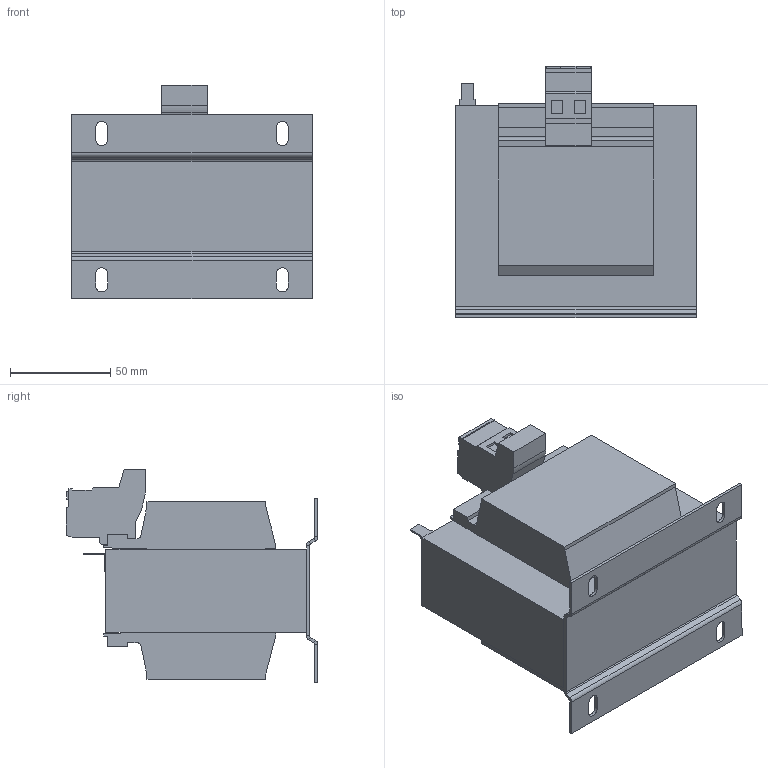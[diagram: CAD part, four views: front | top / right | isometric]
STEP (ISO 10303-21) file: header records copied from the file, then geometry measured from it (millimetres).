
FILE_DESCRIPTION (( 'STEP AP214' ), '1' );
FILE_NAME ('865825.STEP', '2024-04-08T09:03:34', ( '' ), ( '' ), 'SwSTEP 2.0', 'SolidWorks 2022', '' );
FILE_SCHEMA (( 'AUTOMOTIVE_DESIGN' ));
Length unit declared in the file: millimetre
Products named in the file (1): 865825
Bounding box: 120 x 125.25 x 106.6 mm (x, y, z)
Volume: 784037.4 mm3; surface area: 81657.7 mm2
Topology: 1 solids, 1 shells, 166 faces, 426 edges, 272 vertices
Faces by surface type: plane 143, cylinder 23
Entity records: 4978 total; most frequent: CARTESIAN_POINT 865, ORIENTED_EDGE 852, DIRECTION 806, EDGE_CURVE 426, VECTOR 380, LINE 380, VERTEX_POINT 272, AXIS2_PLACEMENT_3D 213
